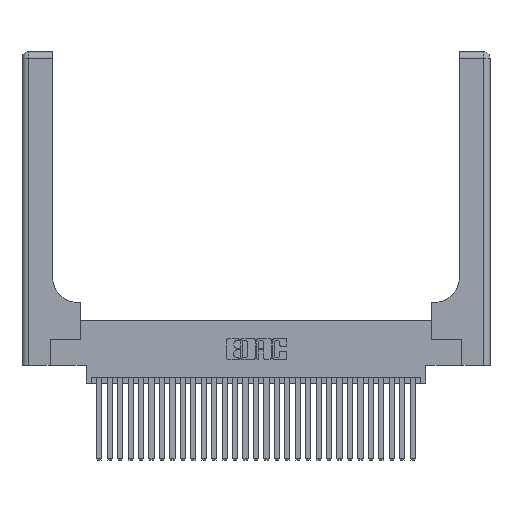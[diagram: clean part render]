
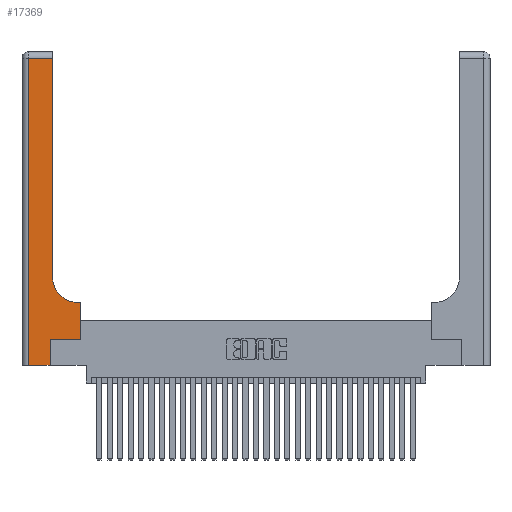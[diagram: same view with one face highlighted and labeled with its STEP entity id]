
A CAD part, top view. The second image highlights one B-rep face of the part: STEP entity #17369.
In plain terms, the highlighted planar face has unit normal (0, 0, 1).
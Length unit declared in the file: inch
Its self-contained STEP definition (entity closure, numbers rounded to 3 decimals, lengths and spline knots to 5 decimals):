
#261 = VECTOR ( 'NONE', #12851, 39.37008 ) ;
#2196 = LINE ( 'NONE', #22307, #25391 ) ;
#2341 = VERTEX_POINT ( 'NONE', #19057 ) ;
#3079 = CARTESIAN_POINT ( 'NONE',  ( 0.2915, 3., 0.37 ) ) ;
#3957 = CARTESIAN_POINT ( 'NONE',  ( 0.269, 0., 0.37 ) ) ;
#4309 = CARTESIAN_POINT ( 'NONE',  ( 0.5415, 0.6, 0.37 ) ) ;
#4806 = LINE ( 'NONE', #12004, #16727 ) ;
#4989 = DIRECTION ( 'NONE',  ( -1., 0., 0. ) ) ;
#5264 = PLANE ( 'NONE',  #10275 ) ;
#5287 = EDGE_CURVE ( 'NONE', #2341, #23607, #30914, .T. ) ;
#5510 = DIRECTION ( 'NONE',  ( 0., 1., 0. ) ) ;
#5913 = VERTEX_POINT ( 'NONE', #16223 ) ;
#6040 = EDGE_CURVE ( 'NONE', #6559, #23526, #24523, .T. ) ;
#6309 = ORIENTED_EDGE ( 'NONE', *, *, #10460, .T. ) ;
#6559 = VERTEX_POINT ( 'NONE', #4309 ) ;
#7387 = LINE ( 'NONE', #8069, #261 ) ;
#7421 = ORIENTED_EDGE ( 'NONE', *, *, #14445, .T. ) ;
#7651 = DIRECTION ( 'NONE',  ( 0., 0., -1. ) ) ;
#8069 = CARTESIAN_POINT ( 'NONE',  ( 0.269, 0.25, 0.37 ) ) ;
#8906 = ORIENTED_EDGE ( 'NONE', *, *, #16602, .T. ) ;
#9566 = CARTESIAN_POINT ( 'NONE',  ( 0.269, 0.25, 0.37 ) ) ;
#9783 = DIRECTION ( 'NONE',  ( 0., 0., -1. ) ) ;
#10275 = AXIS2_PLACEMENT_3D ( 'NONE', #21925, #7651, #24371 ) ;
#10400 = ORIENTED_EDGE ( 'NONE', *, *, #5287, .T. ) ;
#10460 = EDGE_CURVE ( 'NONE', #28703, #6559, #4806, .T. ) ;
#10511 = VECTOR ( 'NONE', #4989, 39.37008 ) ;
#11234 = LINE ( 'NONE', #16848, #10511 ) ;
#11392 = CARTESIAN_POINT ( 'NONE',  ( 0.06, 0., 0.37 ) ) ;
#11627 = CARTESIAN_POINT ( 'NONE',  ( 0.2915, 0.85, 0.37 ) ) ;
#11888 = ORIENTED_EDGE ( 'NONE', *, *, #23873, .T. ) ;
#12004 = CARTESIAN_POINT ( 'NONE',  ( 0.2915, 0.6, 0.37 ) ) ;
#12442 = EDGE_CURVE ( 'NONE', #5913, #26820, #11234, .T. ) ;
#12526 = EDGE_LOOP ( 'NONE', ( #7421, #26507, #27232, #8906, #10400, #30207, #11888, #6309, #18985 ) ) ;
#12851 = DIRECTION ( 'NONE',  ( 1., 0., 0. ) ) ;
#12958 = DIRECTION ( 'NONE',  ( 0., 1., 0. ) ) ;
#13420 = VECTOR ( 'NONE', #5510, 39.37008 ) ;
#14409 = DIRECTION ( 'NONE',  ( -1., 0., 0. ) ) ;
#14445 = EDGE_CURVE ( 'NONE', #23526, #5913, #26913, .T. ) ;
#15209 = DIRECTION ( 'NONE',  ( 0., -1., 0. ) ) ;
#15357 = CARTESIAN_POINT ( 'NONE',  ( 0.5585, 0.25, 0.37 ) ) ;
#15417 = EDGE_CURVE ( 'NONE', #23607, #28528, #7387, .T. ) ;
#15722 = VECTOR ( 'NONE', #12958, 39.37008 ) ;
#16223 = CARTESIAN_POINT ( 'NONE',  ( 0.2915, 2.94, 0.37 ) ) ;
#16602 = EDGE_CURVE ( 'NONE', #24843, #2341, #18859, .T. ) ;
#16651 = AXIS2_PLACEMENT_3D ( 'NONE', #24101, #9783, #26524 ) ;
#16727 = VECTOR ( 'NONE', #14409, 39.37008 ) ;
#16848 = CARTESIAN_POINT ( 'NONE',  ( 0., 2.94, 0.37 ) ) ;
#17369 = ADVANCED_FACE ( 'NONE', ( #23304 ), #5264, .F. ) ;
#18818 = EDGE_CURVE ( 'NONE', #26820, #24843, #2196, .T. ) ;
#18859 = LINE ( 'NONE', #21452, #30831 ) ;
#18985 = ORIENTED_EDGE ( 'NONE', *, *, #6040, .T. ) ;
#19057 = CARTESIAN_POINT ( 'NONE',  ( 0.269, 0., 0.37 ) ) ;
#20654 = DIRECTION ( 'NONE',  ( 0., 1., 0. ) ) ;
#21452 = CARTESIAN_POINT ( 'NONE',  ( 0., 0., 0.37 ) ) ;
#21925 = CARTESIAN_POINT ( 'NONE',  ( 0., 3., 0.37 ) ) ;
#22307 = CARTESIAN_POINT ( 'NONE',  ( 0.06, 3., 0.37 ) ) ;
#23015 = CARTESIAN_POINT ( 'NONE',  ( 0.5585, 0.25, 0.37 ) ) ;
#23304 = FACE_OUTER_BOUND ( 'NONE', #12526, .T. ) ;
#23526 = VERTEX_POINT ( 'NONE', #11627 ) ;
#23607 = VERTEX_POINT ( 'NONE', #9566 ) ;
#23752 = CARTESIAN_POINT ( 'NONE',  ( 0.06, 2.94, 0.37 ) ) ;
#23872 = DIRECTION ( 'NONE',  ( 1., 0., 0. ) ) ;
#23873 = EDGE_CURVE ( 'NONE', #28528, #28703, #29979, .T. ) ;
#24101 = CARTESIAN_POINT ( 'NONE',  ( 0.5415, 0.85, 0.37 ) ) ;
#24371 = DIRECTION ( 'NONE',  ( -1., 0., 0. ) ) ;
#24523 = CIRCLE ( 'NONE', #16651, 0.25 ) ;
#24584 = VECTOR ( 'NONE', #20654, 39.37008 ) ;
#24843 = VERTEX_POINT ( 'NONE', #11392 ) ;
#25391 = VECTOR ( 'NONE', #15209, 39.37008 ) ;
#26507 = ORIENTED_EDGE ( 'NONE', *, *, #12442, .T. ) ;
#26524 = DIRECTION ( 'NONE',  ( 1., 0., 0. ) ) ;
#26820 = VERTEX_POINT ( 'NONE', #23752 ) ;
#26913 = LINE ( 'NONE', #3079, #13420 ) ;
#27232 = ORIENTED_EDGE ( 'NONE', *, *, #18818, .T. ) ;
#28528 = VERTEX_POINT ( 'NONE', #23015 ) ;
#28703 = VERTEX_POINT ( 'NONE', #29828 ) ;
#29828 = CARTESIAN_POINT ( 'NONE',  ( 0.5585, 0.6, 0.37 ) ) ;
#29979 = LINE ( 'NONE', #15357, #15722 ) ;
#30207 = ORIENTED_EDGE ( 'NONE', *, *, #15417, .T. ) ;
#30831 = VECTOR ( 'NONE', #23872, 39.37008 ) ;
#30914 = LINE ( 'NONE', #3957, #24584 ) ;
